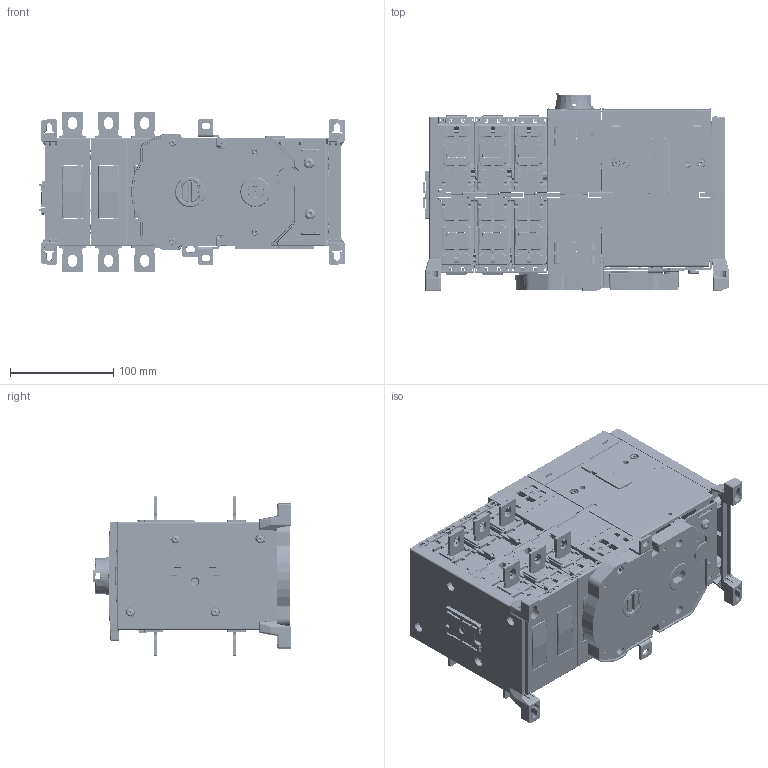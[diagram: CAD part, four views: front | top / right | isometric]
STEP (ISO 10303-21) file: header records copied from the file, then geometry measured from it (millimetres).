
FILE_DESCRIPTION(/* description */ (''),/* implementation_level */ '2;1');
FILE_NAME(/* name */ 'FILE_STP_CAD_DRAWING_3D_GLMCB0125-315IEC_prt.stp',/* time_stamp */ '2024-12-06T18:23:32+01:00',/* author */ (''),/* organization */ (''),/* preprocessor_version */ 'ST-DEVELOPER v16.7',/* originating_system */ 'SIEMENS PLM Software NX 12.0',/* authorisation */ '');
FILE_SCHEMA (('AUTOMOTIVE_DESIGN { 1 0 10303 214 3 1 1 1 }'));
Products named in the file (1): 3D_GLMCB0125-315IEC
Bounding box: 295.8 x 191.85 x 154.69 mm (x, y, z)
Surface area: 452914.5 mm2 (no closed solid volume)
Topology: 0 solids, 507 shells, 5397 faces, 27302 edges, 21720 vertices
Faces by surface type: plane 2779, cylinder 1737, bspline 318, cone 311, sphere 147, torus 105
Full cylindrical faces by diameter (mm): 2.7 x4, 2.9 x3, 3.31 x6, 4 x9, 6.5 x2, 7.6 x3, 8 x5, 8.5 x2, 8.946 x2, 9 x1, 14.9 x1, 15 x1, 15.5 x1, 21.5 x1, 23.9 x1, 26.5 x1, 28.6 x1
Entity records: 303703 total; most frequent: CARTESIAN_POINT 91620, DIRECTION 43143, ORIENTED_EDGE 36091, EDGE_CURVE 26760, VERTEX_POINT 21589, LINE 15745, VECTOR 15745, AXIS2_PLACEMENT_3D 13699
